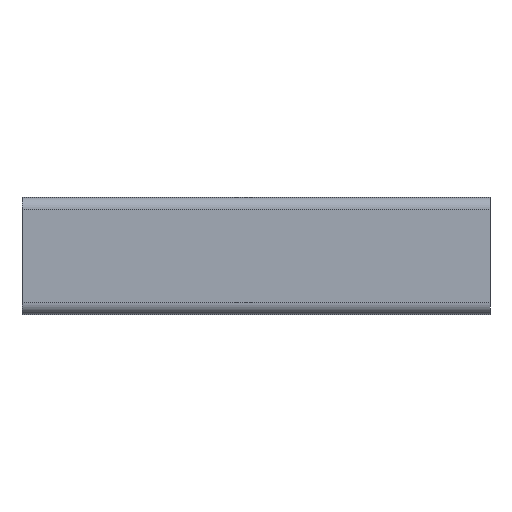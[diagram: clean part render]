
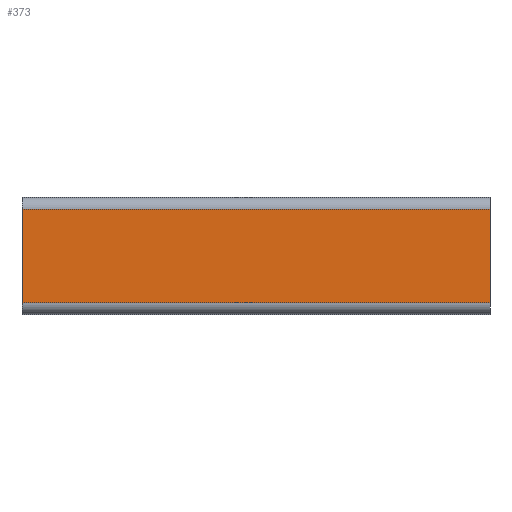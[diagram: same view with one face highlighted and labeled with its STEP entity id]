
A CAD part, top view. The second image highlights one B-rep face of the part: STEP entity #373.
In plain terms, the highlighted planar face has unit normal (0, 0, 1).
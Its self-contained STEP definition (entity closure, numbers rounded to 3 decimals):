
#373 = ADVANCED_FACE( '', ( #1953 ), #1954, .F. );
#1953 = FACE_OUTER_BOUND( '', #4579, .T. );
#1954 = PLANE( '', #4580 );
#4579 = EDGE_LOOP( '', ( #9831, #9832, #9833, #9834 ) );
#4580 = AXIS2_PLACEMENT_3D( '', #9835, #9836, #9837 );
#9831 = ORIENTED_EDGE( '', *, *, #19307, .T. );
#9832 = ORIENTED_EDGE( '', *, *, #18800, .T. );
#9833 = ORIENTED_EDGE( '', *, *, #19306, .F. );
#9834 = ORIENTED_EDGE( '', *, *, #18026, .T. );
#9835 = CARTESIAN_POINT( '', ( -14.25, -6., 19.2 ) );
#9836 = DIRECTION( '', ( 0., 0., -1. ) );
#9837 = DIRECTION( '', ( -1., 0., 0. ) );
#18026 = EDGE_CURVE( '', #22550, #22548, #22551, .T. );
#18800 = EDGE_CURVE( '', #23926, #23924, #23927, .T. );
#19306 = EDGE_CURVE( '', #22550, #23924, #24727, .T. );
#19307 = EDGE_CURVE( '', #22548, #23926, #24728, .T. );
#22548 = VERTEX_POINT( '', #29019 );
#22550 = VERTEX_POINT( '', #29021 );
#22551 = LINE( '', #29022, #29023 );
#23924 = VERTEX_POINT( '', #31092 );
#23926 = VERTEX_POINT( '', #31094 );
#23927 = LINE( '', #31095, #31096 );
#24727 = LINE( '', #32378, #32379 );
#24728 = LINE( '', #32380, #32381 );
#29019 = CARTESIAN_POINT( '', ( -53.75, -6., 19.2 ) );
#29021 = CARTESIAN_POINT( '', ( -53.75, 6., 19.2 ) );
#29022 = CARTESIAN_POINT( '', ( -53.75, 6., 19.2 ) );
#29023 = VECTOR( '', #38720, 1000. );
#31092 = CARTESIAN_POINT( '', ( 6.25, 6., 19.2 ) );
#31094 = CARTESIAN_POINT( '', ( 6.25, -6., 19.2 ) );
#31095 = CARTESIAN_POINT( '', ( 6.25, 6., 19.2 ) );
#31096 = VECTOR( '', #39731, 1000. );
#32378 = CARTESIAN_POINT( '', ( -14.25, 6., 19.2 ) );
#32379 = VECTOR( '', #40426, 1000. );
#32380 = CARTESIAN_POINT( '', ( -14.25, -6., 19.2 ) );
#32381 = VECTOR( '', #40427, 1000. );
#38720 = DIRECTION( '', ( 0., -1., 0. ) );
#39731 = DIRECTION( '', ( 0., 1., 0. ) );
#40426 = DIRECTION( '', ( 1., 0., 0. ) );
#40427 = DIRECTION( '', ( 1., 0., 0. ) );
